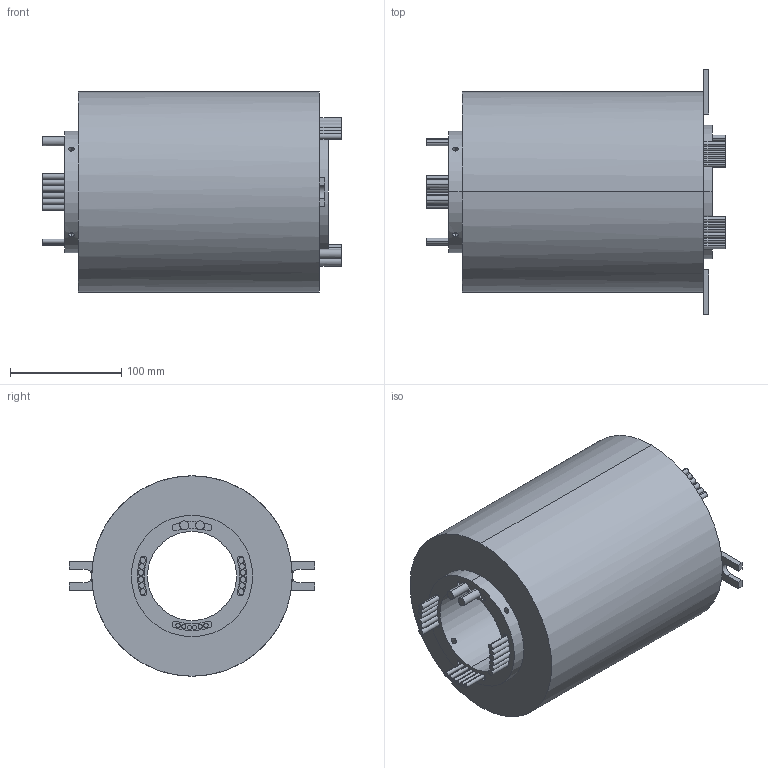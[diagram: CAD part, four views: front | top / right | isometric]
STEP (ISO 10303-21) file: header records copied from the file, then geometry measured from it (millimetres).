
FILE_DESCRIPTION (( 'STEP AP203' ), '1' );
FILE_NAME ('1.STEP', '2021-01-29T02:23:09', ( '微软用户' ), ( '微软中国' ), 'SwSTEP 2.0', 'SolidWorks 2014', '' );
FILE_SCHEMA (( 'CONFIG_CONTROL_DESIGN' ));
Length unit declared in the file: millimetre
Products named in the file (1): 1
Bounding box: 268.5 x 220 x 180 mm (x, y, z)
Volume: 4542800.2 mm3; surface area: 251618.4 mm2
Topology: 1 solids, 1 shells, 247 faces, 578 edges, 376 vertices
Faces by surface type: cylinder 144, plane 95, cone 8
Entity records: 7761 total; most frequent: CARTESIAN_POINT 1698, DIRECTION 1374, ORIENTED_EDGE 1156, EDGE_CURVE 578, AXIS2_PLACEMENT_3D 564, VERTEX_POINT 376, CIRCLE 316, EDGE_LOOP 308
